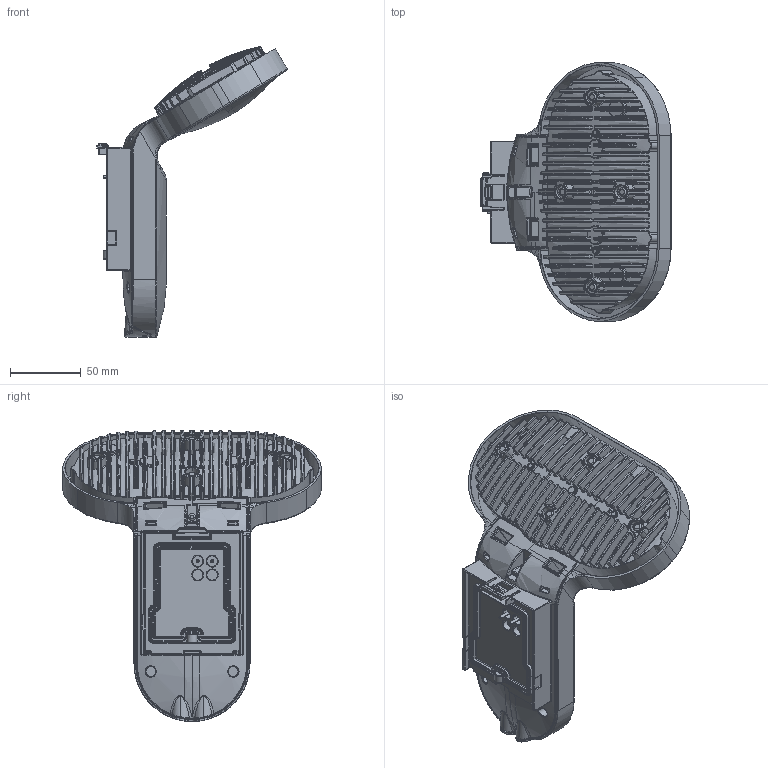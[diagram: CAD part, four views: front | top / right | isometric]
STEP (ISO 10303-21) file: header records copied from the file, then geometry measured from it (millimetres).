
FILE_DESCRIPTION((''),'2;1');
FILE_NAME('','',('none'),('none'),'','','none');
FILE_SCHEMA(('CONFIG_CONTROL_DESIGN'));
Products named in the file (1): EL10710810
Bounding box: 134.42 x 182.8 x 205.47 mm (x, y, z)
Volume: 705496.2 mm3; surface area: 141572.2 mm2
Topology: 7 solids, 7 shells, 3667 faces, 8912 edges, 4545 vertices
Faces by surface type: bspline 1677, cylinder 703, sphere 662, plane 385, torus 232, extrusion 4, revolution 4
Entity records: 200321 total; most frequent: CARTESIAN_POINT 136068, ORIENTED_EDGE 16338, EDGE_CURVE 8169, DIRECTION 7108, B_SPLINE_CURVE_WITH_KNOTS 5041, VERTEX_POINT 4545, AXIS2_PLACEMENT_3D 3861, EDGE_LOOP 3698
